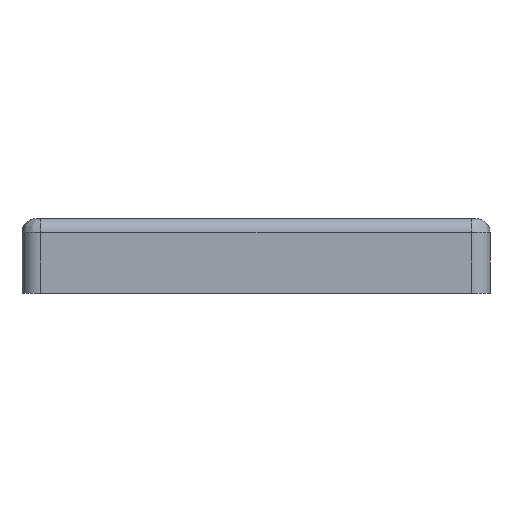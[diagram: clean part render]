
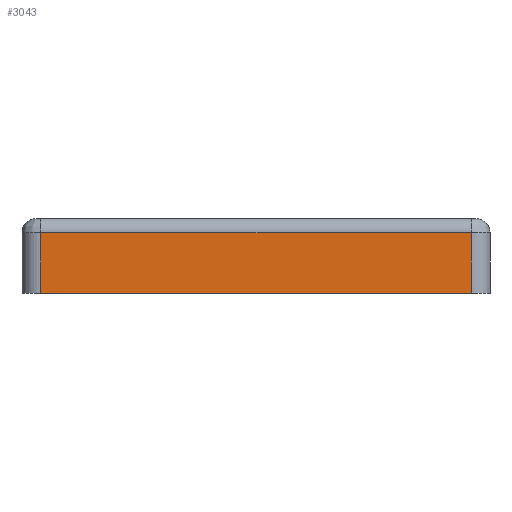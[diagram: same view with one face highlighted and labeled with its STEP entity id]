
A CAD part, front view. The second image highlights one B-rep face of the part: STEP entity #3043.
In plain terms, the highlighted planar face has unit normal (0, -1, 0).
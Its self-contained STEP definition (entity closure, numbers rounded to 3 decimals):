
#38=PLANE('',#3351);
#202=LINE('',#6232,#341);
#206=LINE('',#6280,#345);
#207=LINE('',#6282,#346);
#208=LINE('',#6283,#347);
#341=VECTOR('',#3938,92.);
#345=VECTOR('',#3984,13.);
#346=VECTOR('',#3985,92.);
#347=VECTOR('',#3986,13.);
#499=FACE_OUTER_BOUND('',#692,.T.);
#692=EDGE_LOOP('',(#2112,#2113,#2114,#2115));
#1301=VERTEX_POINT('',#6228);
#1302=VERTEX_POINT('',#6230);
#1309=VERTEX_POINT('',#6279);
#1310=VERTEX_POINT('',#6281);
#1595=EDGE_CURVE('',#1302,#1301,#202,.T.);
#1611=EDGE_CURVE('',#1309,#1302,#206,.T.);
#1612=EDGE_CURVE('',#1310,#1309,#207,.T.);
#1613=EDGE_CURVE('',#1301,#1310,#208,.T.);
#2112=ORIENTED_EDGE('',*,*,#1595,.F.);
#2113=ORIENTED_EDGE('',*,*,#1611,.F.);
#2114=ORIENTED_EDGE('',*,*,#1612,.F.);
#2115=ORIENTED_EDGE('',*,*,#1613,.F.);
#3043=ADVANCED_FACE('',(#499),#38,.F.);
#3351=AXIS2_PLACEMENT_3D('',#6278,#3982,#3983);
#3938=DIRECTION('',(1.,0.,0.));
#3982=DIRECTION('center_axis',(0.,1.,0.));
#3983=DIRECTION('ref_axis',(1.,0.,0.));
#3984=DIRECTION('',(0.,0.,1.));
#3985=DIRECTION('',(-1.,0.,0.));
#3986=DIRECTION('',(0.,0.,-1.));
#6228=CARTESIAN_POINT('',(46.,-50.,13.));
#6230=CARTESIAN_POINT('',(-46.,-50.,13.));
#6232=CARTESIAN_POINT('',(-50.,-50.,13.));
#6278=CARTESIAN_POINT('Origin',(-50.,-50.,16.));
#6279=CARTESIAN_POINT('',(-46.,-50.,0.));
#6280=CARTESIAN_POINT('',(-46.,-50.,16.));
#6281=CARTESIAN_POINT('',(46.,-50.,0.));
#6282=CARTESIAN_POINT('',(-50.,-50.,0.));
#6283=CARTESIAN_POINT('',(46.,-50.,16.));
